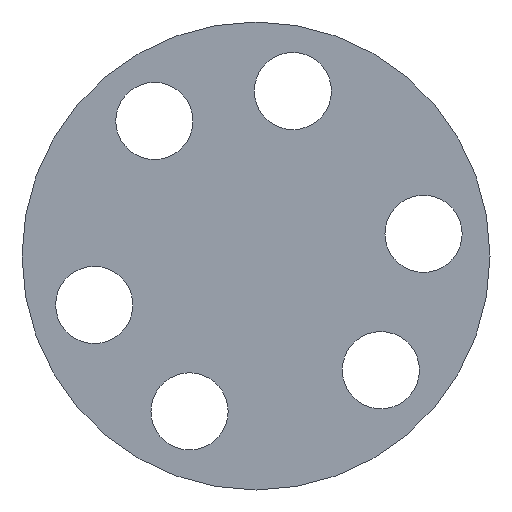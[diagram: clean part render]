
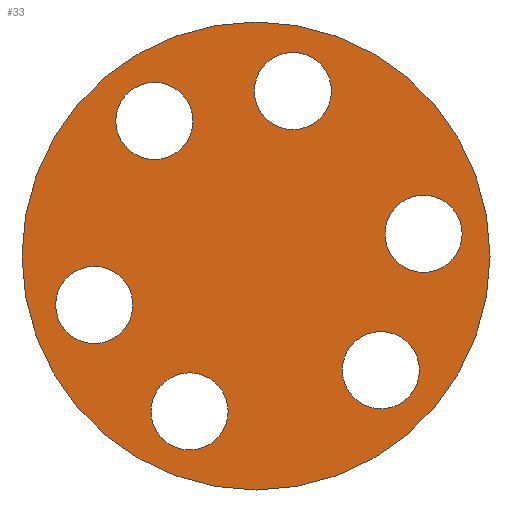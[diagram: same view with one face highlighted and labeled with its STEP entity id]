
A CAD part, front view. The second image highlights one B-rep face of the part: STEP entity #33.
In plain terms, the highlighted planar face has unit normal (0, -1, 0).
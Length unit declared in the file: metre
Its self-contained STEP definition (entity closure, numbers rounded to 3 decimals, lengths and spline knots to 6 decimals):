
#33 = ADVANCED_FACE( '', ( #68, #69, #70, #71, #72, #73, #74 ), #75, .T. );
#68 = FACE_BOUND( '', #121, .T. );
#69 = FACE_BOUND( '', #122, .T. );
#70 = FACE_BOUND( '', #123, .T. );
#71 = FACE_BOUND( '', #124, .T. );
#72 = FACE_BOUND( '', #125, .T. );
#73 = FACE_BOUND( '', #126, .T. );
#74 = FACE_OUTER_BOUND( '', #127, .T. );
#75 = PLANE( '', #128 );
#121 = EDGE_LOOP( '', ( #168 ) );
#122 = EDGE_LOOP( '', ( #169 ) );
#123 = EDGE_LOOP( '', ( #170 ) );
#124 = EDGE_LOOP( '', ( #171 ) );
#125 = EDGE_LOOP( '', ( #172 ) );
#126 = EDGE_LOOP( '', ( #173 ) );
#127 = EDGE_LOOP( '', ( #174 ) );
#128 = AXIS2_PLACEMENT_3D( '', #175, #176, #177 );
#168 = ORIENTED_EDGE( '', *, *, #232, .F. );
#169 = ORIENTED_EDGE( '', *, *, #233, .F. );
#170 = ORIENTED_EDGE( '', *, *, #234, .F. );
#171 = ORIENTED_EDGE( '', *, *, #235, .F. );
#172 = ORIENTED_EDGE( '', *, *, #236, .F. );
#173 = ORIENTED_EDGE( '', *, *, #237, .F. );
#174 = ORIENTED_EDGE( '', *, *, #238, .T. );
#175 = CARTESIAN_POINT( '', ( 0., -0.00381, 0. ) );
#176 = DIRECTION( '', ( 0., -1., 0. ) );
#177 = DIRECTION( '', ( 1., 0., 0. ) );
#232 = EDGE_CURVE( '', #255, #255, #256, .T. );
#233 = EDGE_CURVE( '', #257, #257, #258, .T. );
#234 = EDGE_CURVE( '', #259, #259, #260, .T. );
#235 = EDGE_CURVE( '', #261, #261, #262, .T. );
#236 = EDGE_CURVE( '', #263, #263, #264, .T. );
#237 = EDGE_CURVE( '', #265, #265, #266, .T. );
#238 = EDGE_CURVE( '', #267, #267, #268, .T. );
#255 = VERTEX_POINT( '', #292 );
#256 = CIRCLE( '', #293, 0.002477 );
#257 = VERTEX_POINT( '', #294 );
#258 = CIRCLE( '', #295, 0.002477 );
#259 = VERTEX_POINT( '', #296 );
#260 = CIRCLE( '', #297, 0.002477 );
#261 = VERTEX_POINT( '', #298 );
#262 = CIRCLE( '', #299, 0.002477 );
#263 = VERTEX_POINT( '', #300 );
#264 = CIRCLE( '', #301, 0.002477 );
#265 = VERTEX_POINT( '', #302 );
#266 = CIRCLE( '', #303, 0.002477 );
#267 = VERTEX_POINT( '', #304 );
#268 = CIRCLE( '', #305, 0.015018 );
#292 = CARTESIAN_POINT( '', ( -0.004265, -0.00381, -0.012449 ) );
#293 = AXIS2_PLACEMENT_3D( '', #328, #329, #330 );
#294 = CARTESIAN_POINT( '', ( -0.010381, -0.00381, -0.005617 ) );
#295 = AXIS2_PLACEMENT_3D( '', #331, #332, #333 );
#296 = CARTESIAN_POINT( '', ( -0.006522, -0.00381, 0.006189 ) );
#297 = AXIS2_PLACEMENT_3D( '', #334, #335, #336 );
#298 = CARTESIAN_POINT( '', ( 0.002366, -0.00381, 0.008108 ) );
#299 = AXIS2_PLACEMENT_3D( '', #337, #338, #339 );
#300 = CARTESIAN_POINT( '', ( 0.010752, -0.00381, -0.001054 ) );
#301 = AXIS2_PLACEMENT_3D( '', #340, #341, #342 );
#302 = CARTESIAN_POINT( '', ( 0.008013, -0.00381, -0.009805 ) );
#303 = AXIS2_PLACEMENT_3D( '', #343, #344, #345 );
#304 = CARTESIAN_POINT( '', ( 0., -0.00381, -0.015018 ) );
#305 = AXIS2_PLACEMENT_3D( '', #346, #347, #348 );
#328 = CARTESIAN_POINT( '', ( -0.004265, -0.00381, -0.009972 ) );
#329 = DIRECTION( '', ( 0., -1., 0. ) );
#330 = DIRECTION( '', ( 0., 0., -1. ) );
#331 = CARTESIAN_POINT( '', ( -0.010381, -0.00381, -0.00314 ) );
#332 = DIRECTION( '', ( 0., -1., 0. ) );
#333 = DIRECTION( '', ( 0., 0., -1. ) );
#334 = CARTESIAN_POINT( '', ( -0.006522, -0.00381, 0.008665 ) );
#335 = DIRECTION( '', ( 0., -1., 0. ) );
#336 = DIRECTION( '', ( 0., 0., -1. ) );
#337 = CARTESIAN_POINT( '', ( 0.002366, -0.00381, 0.010585 ) );
#338 = DIRECTION( '', ( 0., -1., 0. ) );
#339 = DIRECTION( '', ( 0., 0., -1. ) );
#340 = CARTESIAN_POINT( '', ( 0.010752, -0.00381, 0.001422 ) );
#341 = DIRECTION( '', ( 0., -1., 0. ) );
#342 = DIRECTION( '', ( 0., 0., -1. ) );
#343 = CARTESIAN_POINT( '', ( 0.008013, -0.00381, -0.007328 ) );
#344 = DIRECTION( '', ( 0., -1., 0. ) );
#345 = DIRECTION( '', ( 0., 0., -1. ) );
#346 = CARTESIAN_POINT( '', ( 0., -0.00381, 0. ) );
#347 = DIRECTION( '', ( 0., -1., 0. ) );
#348 = DIRECTION( '', ( 0., 0., -1. ) );
